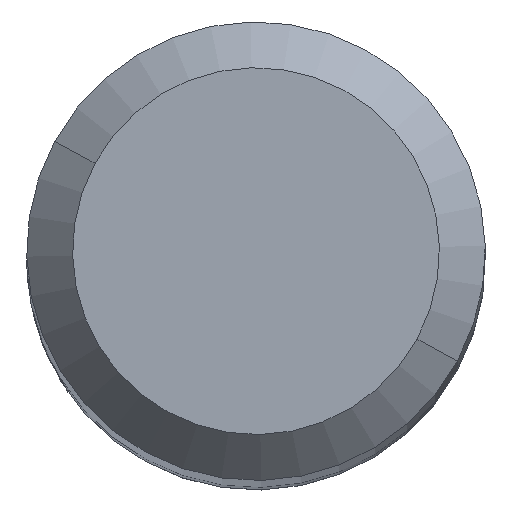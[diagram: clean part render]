
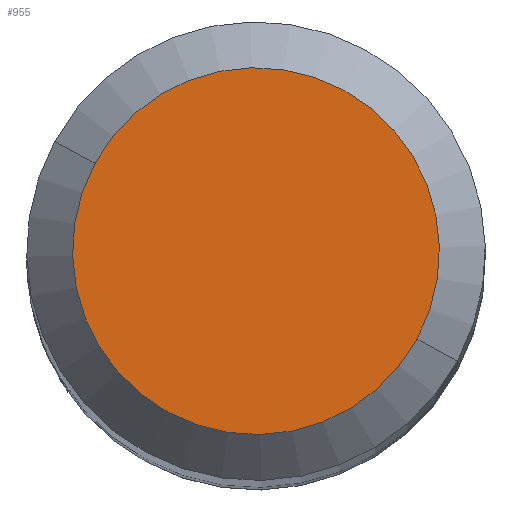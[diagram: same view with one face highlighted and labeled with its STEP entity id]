
A CAD part, top view. The second image highlights one B-rep face of the part: STEP entity #955.
In plain terms, the highlighted planar face has unit normal (0, 0, 1).
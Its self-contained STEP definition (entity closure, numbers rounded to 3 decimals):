
#898=CARTESIAN_POINT('Vertex',(-3.51,1.918,120.)) ;
#901=CARTESIAN_POINT('Axis2P3D Location',(0.,0.,120.)) ;
#905=CARTESIAN_POINT('Vertex',(3.51,-1.918,120.)) ;
#920=CARTESIAN_POINT('Axis2P3D Location',(0.,0.,120.)) ;
#946=CARTESIAN_POINT('Axis2P3D Location',(0.,0.,120.)) ;
#902=DIRECTION('Axis2P3D Direction',(0.,0.,-1.)) ;
#921=DIRECTION('Axis2P3D Direction',(0.,0.,-1.)) ;
#947=DIRECTION('Axis2P3D Direction',(0.,0.,-1.)) ;
#948=DIRECTION('Axis2P3D XDirection',(1.,0.,0.)) ;
#903=AXIS2_PLACEMENT_3D('Circle Axis2P3D',#901,#902,$) ;
#922=AXIS2_PLACEMENT_3D('Circle Axis2P3D',#920,#921,$) ;
#949=AXIS2_PLACEMENT_3D('Plane Axis2P3D',#946,#947,#948) ;
#952=ORIENTED_EDGE('',*,*,#907,.F.) ;
#953=ORIENTED_EDGE('',*,*,#924,.F.) ;
#955=ADVANCED_FACE('Hauptk\X2\00F6\X0\rper',(#954),#950,.F.) ;
#904=CIRCLE('generated circle',#903,4.) ;
#923=CIRCLE('generated circle',#922,4.) ;
#907=EDGE_CURVE('',#899,#906,#904,.T.) ;
#924=EDGE_CURVE('',#906,#899,#923,.T.) ;
#951=EDGE_LOOP('',(#952,#953)) ;
#954=FACE_OUTER_BOUND('',#951,.T.) ;
#950=PLANE('',#949) ;
#899=VERTEX_POINT('',#898) ;
#906=VERTEX_POINT('',#905) ;
